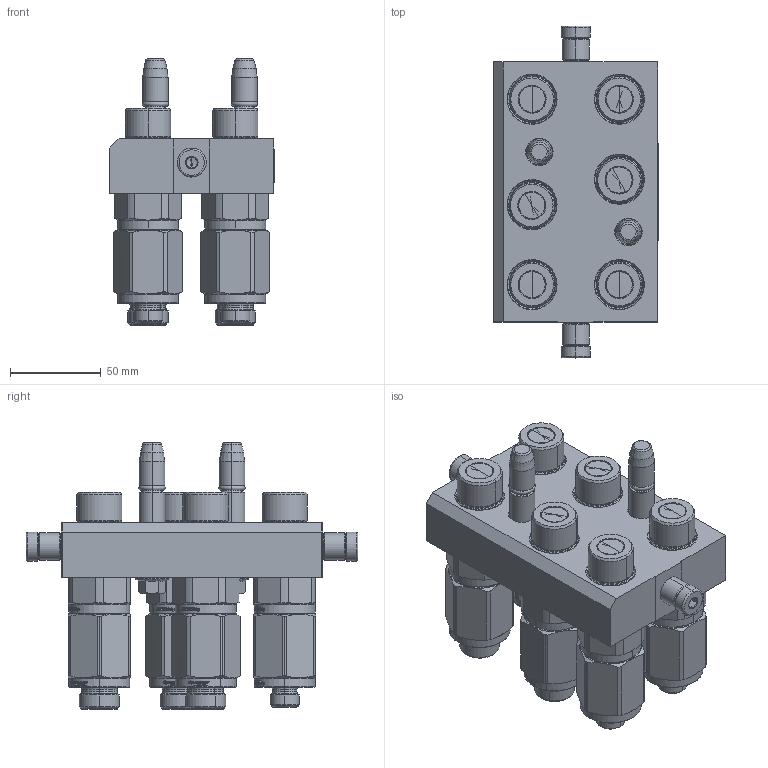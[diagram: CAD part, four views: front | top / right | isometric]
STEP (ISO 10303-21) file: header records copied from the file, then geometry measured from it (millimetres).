
FILE_DESCRIPTION (( 'STEP AP214' ), '1' );
FILE_NAME ('FASTER.step', '2024-08-09T13:06:01', ( '' ), ( '' ), 'SwSTEP 2.0', 'SolidWorks 2017', '' );
FILE_SCHEMA (( 'AUTOMOTIVE_DESIGN' ));
Length unit declared in the file: millimetre
Products named in the file (13): 4830_028_1000_011; 4830_013_3000_030; P608_M_BASE; 3ffnp12-2_22m; 4830_021_0000_000; 4850_010_0000_010; FASTER; 3ffnp12-2_16m; 1540_080_0008_000; et002; or2_62x9_19_m
Assembly tree (21 placements, depth 3):
  FASTER
    P608_M_BASE
      4850_010_0000_010
      4830_021_0000_000  x2
      4830_013_3000_030  x2
      4830_028_1000_011  x2
      1540_080_0008_000  x2
      or2_62x9_19_m  x2
    3ffnp12-2_22m  x4
      3ffnp12-2_22m
    3ffnp12-2_16m  x2
      3ffnp12-2_16m
    et002
Bounding box: 90.3 x 182.6 x 146.4 mm (x, y, z)
Volume: 2873.9 mm3; surface area: 170845.9 mm2
Topology: 5 solids, 66 shells, 2989 faces, 9111 edges, 6032 vertices
Faces by surface type: plane 1662, cylinder 517, cone 474, torus 168, bspline 168
Entity records: 71471 total; most frequent: CARTESIAN_POINT 18758, ORIENTED_EDGE 9666, DIRECTION 8884, EDGE_CURVE 5182, LINE 3546, VECTOR 3546, VERTEX_POINT 3419, AXIS2_PLACEMENT_3D 2669
